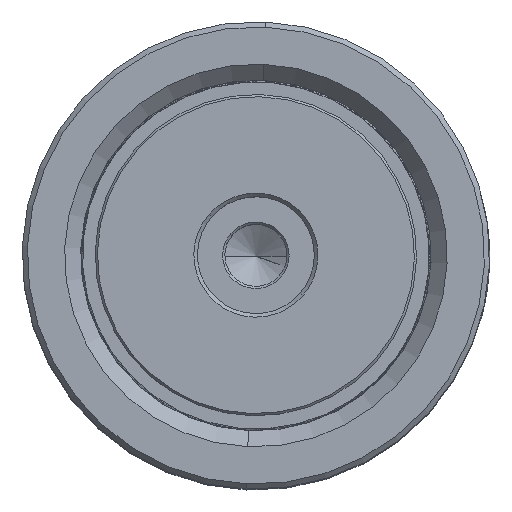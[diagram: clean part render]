
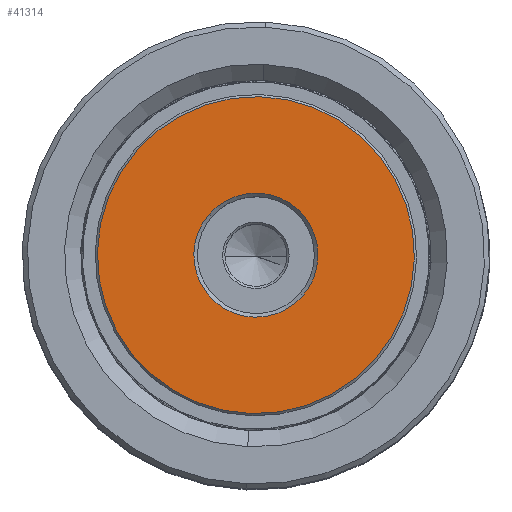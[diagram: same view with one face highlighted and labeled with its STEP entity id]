
A CAD part, top view. The second image highlights one B-rep face of the part: STEP entity #41314.
In plain terms, the highlighted face is planar.
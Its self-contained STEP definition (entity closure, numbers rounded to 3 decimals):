
#366 = CIRCLE ( 'NONE', #49152, 21.7 ) ;
#2129 = VERTEX_POINT ( 'NONE', #44707 ) ;
#3024 = CARTESIAN_POINT ( 'NONE',  ( 8.5, 0., 0. ) ) ;
#4014 = DIRECTION ( 'NONE',  ( 1., 0., 0. ) ) ;
#4102 = VERTEX_POINT ( 'NONE', #11126 ) ;
#6826 = DIRECTION ( 'NONE',  ( 0., 0., -1. ) ) ;
#8520 = DIRECTION ( 'NONE',  ( 0., 0., -1. ) ) ;
#10255 = DIRECTION ( 'NONE',  ( 1., 0., 0. ) ) ;
#10422 = AXIS2_PLACEMENT_3D ( 'NONE', #27643, #8520, #4014 ) ;
#11126 = CARTESIAN_POINT ( 'NONE',  ( 21.7, 0., 0. ) ) ;
#11152 = CIRCLE ( 'NONE', #10422, 21.7 ) ;
#11273 = DIRECTION ( 'NONE',  ( 1., 0., 0. ) ) ;
#13273 = EDGE_LOOP ( 'NONE', ( #27936, #40745 ) ) ;
#14794 = DIRECTION ( 'NONE',  ( 1., 0., 0. ) ) ;
#16696 = CARTESIAN_POINT ( 'NONE',  ( -8.5, 0., 0. ) ) ;
#18845 = CARTESIAN_POINT ( 'NONE',  ( 0., 0., 0. ) ) ;
#21744 = AXIS2_PLACEMENT_3D ( 'NONE', #36020, #43605, #47759 ) ;
#22841 = CARTESIAN_POINT ( 'NONE',  ( 0., 0., 0. ) ) ;
#23560 = VERTEX_POINT ( 'NONE', #16696 ) ;
#24304 = AXIS2_PLACEMENT_3D ( 'NONE', #18845, #34189, #10255 ) ;
#27643 = CARTESIAN_POINT ( 'NONE',  ( 0., 0., 0. ) ) ;
#27936 = ORIENTED_EDGE ( 'NONE', *, *, #30063, .T. ) ;
#30063 = EDGE_CURVE ( 'NONE', #4102, #2129, #366, .T. ) ;
#30709 = EDGE_CURVE ( 'NONE', #23560, #32904, #50999, .T. ) ;
#30824 = ORIENTED_EDGE ( 'NONE', *, *, #50923, .T. ) ;
#31091 = AXIS2_PLACEMENT_3D ( 'NONE', #42189, #42017, #14794 ) ;
#32904 = VERTEX_POINT ( 'NONE', #3024 ) ;
#34189 = DIRECTION ( 'NONE',  ( 0., 0., 1. ) ) ;
#36020 = CARTESIAN_POINT ( 'NONE',  ( 0., 0., 0. ) ) ;
#36034 = ORIENTED_EDGE ( 'NONE', *, *, #30709, .T. ) ;
#40745 = ORIENTED_EDGE ( 'NONE', *, *, #47355, .T. ) ;
#41314 = ADVANCED_FACE ( 'NONE', ( #47634, #43915 ), #50124, .F. ) ;
#42017 = DIRECTION ( 'NONE',  ( 0., 0., 1. ) ) ;
#42189 = CARTESIAN_POINT ( 'NONE',  ( 0., 0., 0. ) ) ;
#43605 = DIRECTION ( 'NONE',  ( 0., 0., 1. ) ) ;
#43814 = CIRCLE ( 'NONE', #24304, 8.5 ) ;
#43915 = FACE_BOUND ( 'NONE', #50985, .T. ) ;
#44707 = CARTESIAN_POINT ( 'NONE',  ( -21.7, 0., 0. ) ) ;
#47355 = EDGE_CURVE ( 'NONE', #2129, #4102, #11152, .T. ) ;
#47634 = FACE_OUTER_BOUND ( 'NONE', #13273, .T. ) ;
#47759 = DIRECTION ( 'NONE',  ( 1., 0., 0. ) ) ;
#49152 = AXIS2_PLACEMENT_3D ( 'NONE', #22841, #6826, #11273 ) ;
#50124 = PLANE ( 'NONE',  #31091 ) ;
#50923 = EDGE_CURVE ( 'NONE', #32904, #23560, #43814, .T. ) ;
#50985 = EDGE_LOOP ( 'NONE', ( #36034, #30824 ) ) ;
#50999 = CIRCLE ( 'NONE', #21744, 8.5 ) ;
